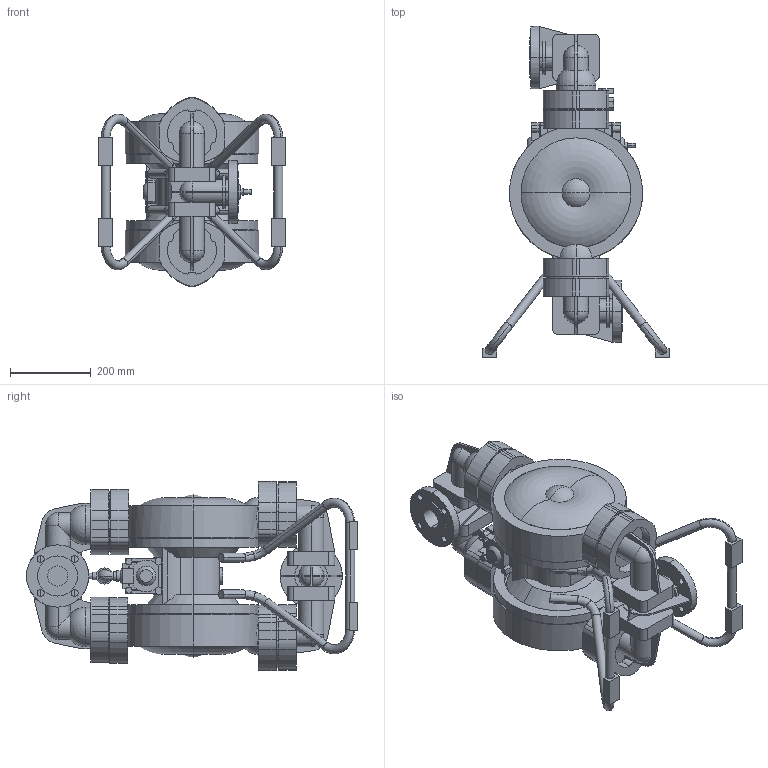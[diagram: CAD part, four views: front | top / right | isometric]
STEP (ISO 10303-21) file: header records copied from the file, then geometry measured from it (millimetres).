
FILE_DESCRIPTION (( 'STEP AP214' ), '1' );
FILE_NAME ('NDP-50BV_.STEP', '2009-04-15T01:20:12', ( ' ' ), ( ' ' ), 'SwSTEP 2.0', 'SolidWorks 2006303', '' );
FILE_SCHEMA (( 'AUTOMOTIVE_DESIGN' ));
Length unit declared in the file: millimetre
Products named in the file (1): NDP-50BV_
Bounding box: 462.5 x 819 x 468.5 mm (x, y, z)
Volume: 36313675.3 mm3; surface area: 2121072.1 mm2
Topology: 1 solids, 1 shells, 1085 faces, 3083 edges, 2028 vertices
Faces by surface type: cylinder 519, plane 497, sphere 31, torus 28, cone 8, bspline 2
Entity records: 36689 total; most frequent: CARTESIAN_POINT 7500, DIRECTION 6382, ORIENTED_EDGE 6116, EDGE_CURVE 3058, AXIS2_PLACEMENT_3D 2354, VERTEX_POINT 2018, LINE 1674, VECTOR 1674
